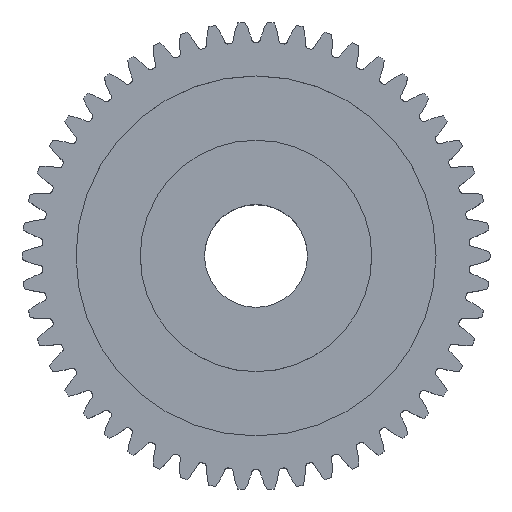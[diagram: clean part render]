
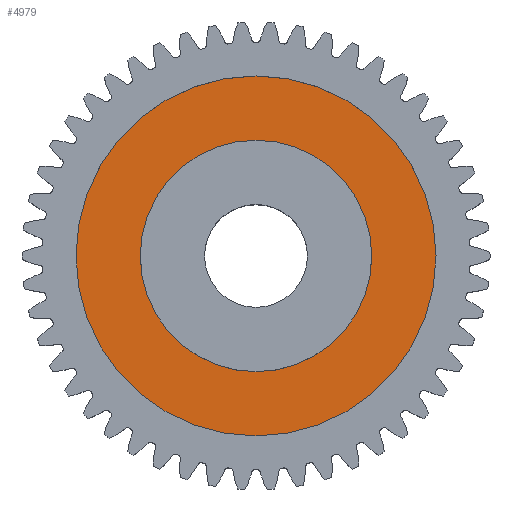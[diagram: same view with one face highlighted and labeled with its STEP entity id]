
A CAD part, top view. The second image highlights one B-rep face of the part: STEP entity #4979.
In plain terms, the highlighted planar face has unit normal (0, 0, 1).
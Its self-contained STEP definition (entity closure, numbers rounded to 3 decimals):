
#2317 = EDGE_CURVE ( 'NONE', #2452, #4286, #8463, .T. ) ;
#2452 = VERTEX_POINT ( 'NONE', #8707 ) ;
#4286 = VERTEX_POINT ( 'NONE', #10187 ) ;
#4761 = VERTEX_POINT ( 'NONE', #10347 ) ;
#4764 = VERTEX_POINT ( 'NONE', #10343 ) ;
#4824 = ORIENTED_EDGE ( 'NONE', *, *, #4827, .T. ) ;
#4827 = EDGE_CURVE ( 'NONE', #4286, #2452, #10581, .T. ) ;
#4842 = EDGE_CURVE ( 'NONE', #4761, #4764, #10531, .T. ) ;
#4975 = EDGE_LOOP ( 'NONE', ( #5048, #4983 ) ) ;
#4979 = ADVANCED_FACE ( 'NONE', ( #10673, #10680 ), #10664, .F. ) ;
#4982 = ORIENTED_EDGE ( 'NONE', *, *, #2317, .T. ) ;
#4983 = ORIENTED_EDGE ( 'NONE', *, *, #5177, .F. ) ;
#5048 = ORIENTED_EDGE ( 'NONE', *, *, #4842, .F. ) ;
#5177 = EDGE_CURVE ( 'NONE', #4764, #4761, #10817, .T. ) ;
#5299 = EDGE_LOOP ( 'NONE', ( #4982, #4824 ) ) ;
#8419 = DIRECTION ( 'NONE',  ( -1., 0., 0. ) ) ;
#8420 = DIRECTION ( 'NONE',  ( 0., 0., -1. ) ) ;
#8454 = AXIS2_PLACEMENT_3D ( 'NONE', #8457, #8420, #8419 ) ;
#8457 = CARTESIAN_POINT ( 'NONE',  ( 0., 0., 4. ) ) ;
#8463 = CIRCLE ( 'NONE', #8454, 9. ) ;
#8707 = CARTESIAN_POINT ( 'NONE',  ( -9., 0., 4. ) ) ;
#10187 = CARTESIAN_POINT ( 'NONE',  ( 9., 0., 4. ) ) ;
#10343 = CARTESIAN_POINT ( 'NONE',  ( 14., 0., 4. ) ) ;
#10347 = CARTESIAN_POINT ( 'NONE',  ( -14., 0., 4. ) ) ;
#10514 = DIRECTION ( 'NONE',  ( -1., 0., 0. ) ) ;
#10515 = DIRECTION ( 'NONE',  ( 0., 0., -1. ) ) ;
#10516 = AXIS2_PLACEMENT_3D ( 'NONE', #10523, #10515, #10514 ) ;
#10523 = CARTESIAN_POINT ( 'NONE',  ( 0., 0., 4. ) ) ;
#10531 = CIRCLE ( 'NONE', #10516, 14. ) ;
#10539 = DIRECTION ( 'NONE',  ( -1., 0., 0. ) ) ;
#10540 = DIRECTION ( 'NONE',  ( 0., 0., -1. ) ) ;
#10573 = CARTESIAN_POINT ( 'NONE',  ( 0., 0., 4. ) ) ;
#10581 = CIRCLE ( 'NONE', #10586, 9. ) ;
#10586 = AXIS2_PLACEMENT_3D ( 'NONE', #10573, #10540, #10539 ) ;
#10640 = DIRECTION ( 'NONE',  ( 0., 0., -1. ) ) ;
#10664 = PLANE ( 'NONE',  #10679 ) ;
#10669 = CARTESIAN_POINT ( 'NONE',  ( 0., 0., 4. ) ) ;
#10672 = DIRECTION ( 'NONE',  ( -1., 0., 0. ) ) ;
#10673 = FACE_BOUND ( 'NONE', #5299, .T. ) ;
#10679 = AXIS2_PLACEMENT_3D ( 'NONE', #10669, #10640, #10672 ) ;
#10680 = FACE_OUTER_BOUND ( 'NONE', #4975, .T. ) ;
#10789 = DIRECTION ( 'NONE',  ( -1., 0., 0. ) ) ;
#10790 = DIRECTION ( 'NONE',  ( 0., 0., -1. ) ) ;
#10791 = AXIS2_PLACEMENT_3D ( 'NONE', #10827, #10790, #10789 ) ;
#10817 = CIRCLE ( 'NONE', #10791, 14. ) ;
#10827 = CARTESIAN_POINT ( 'NONE',  ( 0., 0., 4. ) ) ;
